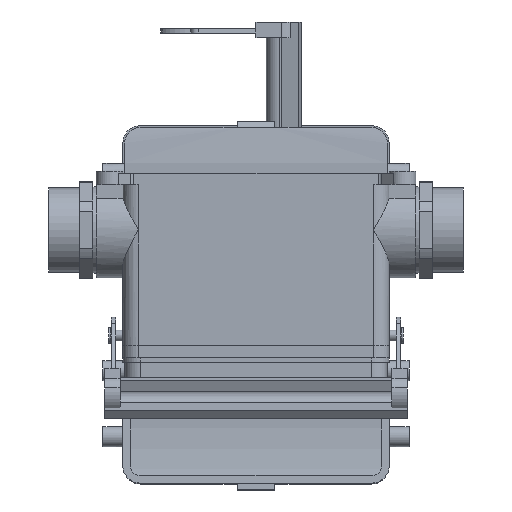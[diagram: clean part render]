
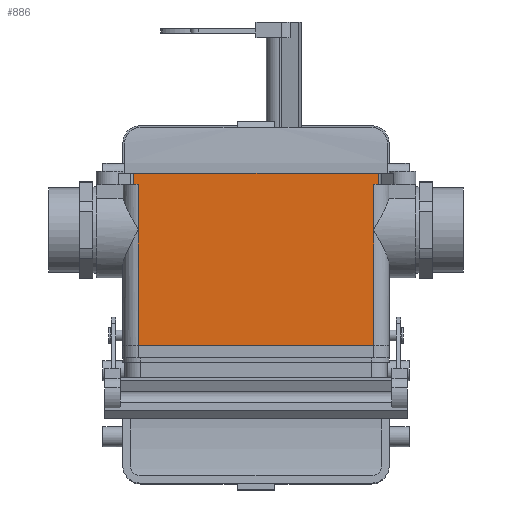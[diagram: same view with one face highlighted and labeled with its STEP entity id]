
A CAD part, top view. The second image highlights one B-rep face of the part: STEP entity #886.
In plain terms, the highlighted planar face has unit normal (0, 0, 1).
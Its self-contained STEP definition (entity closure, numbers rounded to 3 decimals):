
#886 = ADVANCED_FACE( '', ( #1839 ), #1840, .F. );
#1839 = FACE_OUTER_BOUND( '', #2810, .T. );
#1840 = PLANE( '', #2811 );
#2810 = EDGE_LOOP( '', ( #5359, #5360, #5361, #5362, #5363, #5364, #5365, #5366, #5367, #5368 ) );
#2811 = AXIS2_PLACEMENT_3D( '', #5369, #5370, #5371 );
#5359 = ORIENTED_EDGE( '', *, *, #5993, .F. );
#5360 = ORIENTED_EDGE( '', *, *, #5810, .F. );
#5361 = ORIENTED_EDGE( '', *, *, #5640, .F. );
#5362 = ORIENTED_EDGE( '', *, *, #6123, .T. );
#5363 = ORIENTED_EDGE( '', *, *, #5566, .T. );
#5364 = ORIENTED_EDGE( '', *, *, #6432, .T. );
#5365 = ORIENTED_EDGE( '', *, *, #5759, .F. );
#5366 = ORIENTED_EDGE( '', *, *, #5890, .T. );
#5367 = ORIENTED_EDGE( '', *, *, #5537, .T. );
#5368 = ORIENTED_EDGE( '', *, *, #6205, .F. );
#5369 = CARTESIAN_POINT( '', ( 56.015, -5., 21.5 ) );
#5370 = DIRECTION( '', ( 0., 0., -1. ) );
#5371 = DIRECTION( '', ( -1., 0., 0. ) );
#5537 = EDGE_CURVE( '', #6580, #6578, #6581, .T. );
#5566 = EDGE_CURVE( '', #6632, #6630, #6633, .T. );
#5640 = EDGE_CURVE( '', #6768, #6758, #6770, .T. );
#5759 = EDGE_CURVE( '', #6980, #6982, #6983, .T. );
#5810 = EDGE_CURVE( '', #6758, #7063, #7064, .T. );
#5890 = EDGE_CURVE( '', #6980, #6580, #7196, .T. );
#5993 = EDGE_CURVE( '', #7063, #7358, #7359, .T. );
#6123 = EDGE_CURVE( '', #6768, #6632, #7551, .T. );
#6205 = EDGE_CURVE( '', #7358, #6578, #7663, .T. );
#6432 = EDGE_CURVE( '', #6630, #6982, #7951, .F. );
#6578 = VERTEX_POINT( '', #8160 );
#6580 = VERTEX_POINT( '', #8162 );
#6581 = LINE( '', #8163, #8164 );
#6630 = VERTEX_POINT( '', #8270 );
#6632 = VERTEX_POINT( '', #8272 );
#6633 = LINE( '', #8273, #8274 );
#6758 = VERTEX_POINT( '', #8441 );
#6768 = VERTEX_POINT( '', #8454 );
#6770 = LINE( '', #8456, #8457 );
#6980 = VERTEX_POINT( '', #8799 );
#6982 = VERTEX_POINT( '', #8801 );
#6983 = LINE( '', #8802, #8803 );
#7063 = VERTEX_POINT( '', #8907 );
#7064 = LINE( '', #8908, #8909 );
#7196 = LINE( '', #9134, #9135 );
#7358 = VERTEX_POINT( '', #9362 );
#7359 = LINE( '', #9363, #9364 );
#7551 = LINE( '', #9705, #9706 );
#7663 = LINE( '', #9874, #9875 );
#7951 = LINE( '', #10361, #10362 );
#8160 = CARTESIAN_POINT( '', ( -53., -77.4, 21.5 ) );
#8162 = CARTESIAN_POINT( '', ( -53., -25.5, 21.5 ) );
#8163 = CARTESIAN_POINT( '', ( -53., 96.515, 21.5 ) );
#8164 = VECTOR( '', #10578, 1000. );
#8270 = CARTESIAN_POINT( '', ( -55.186, 0., 21.5 ) );
#8272 = CARTESIAN_POINT( '', ( 55.186, 0., 21.5 ) );
#8273 = CARTESIAN_POINT( '', ( 56.015, 0., 21.5 ) );
#8274 = VECTOR( '', #10621, 1000. );
#8441 = CARTESIAN_POINT( '', ( 53., -5., 21.5 ) );
#8454 = CARTESIAN_POINT( '', ( 55.186, -5., 21.5 ) );
#8456 = CARTESIAN_POINT( '', ( 56.015, -5., 21.5 ) );
#8457 = VECTOR( '', #10724, 1000. );
#8799 = CARTESIAN_POINT( '', ( -53., -5., 21.5 ) );
#8801 = CARTESIAN_POINT( '', ( -55.186, -5., 21.5 ) );
#8802 = CARTESIAN_POINT( '', ( 56.015, -5., 21.5 ) );
#8803 = VECTOR( '', #10866, 1000. );
#8907 = CARTESIAN_POINT( '', ( 53., -25.5, 21.5 ) );
#8908 = CARTESIAN_POINT( '', ( 53., 96.515, 21.5 ) );
#8909 = VECTOR( '', #10933, 1000. );
#9134 = CARTESIAN_POINT( '', ( -53., 96.515, 21.5 ) );
#9135 = VECTOR( '', #11039, 1000. );
#9362 = CARTESIAN_POINT( '', ( 53., -77.4, 21.5 ) );
#9363 = CARTESIAN_POINT( '', ( 53., 96.515, 21.5 ) );
#9364 = VECTOR( '', #11178, 1000. );
#9705 = CARTESIAN_POINT( '', ( 55.186, 0., 21.5 ) );
#9706 = VECTOR( '', #11319, 1000. );
#9874 = CARTESIAN_POINT( '', ( -53., -77.4, 21.5 ) );
#9875 = VECTOR( '', #11416, 1000. );
#10361 = CARTESIAN_POINT( '', ( -55.186, -5., 21.5 ) );
#10362 = VECTOR( '', #11660, 1000. );
#10578 = DIRECTION( '', ( 0., -1., 0. ) );
#10621 = DIRECTION( '', ( -1., 0., 0. ) );
#10724 = DIRECTION( '', ( -1., 0., 0. ) );
#10866 = DIRECTION( '', ( -1., 0., 0. ) );
#10933 = DIRECTION( '', ( 0., -1., 0. ) );
#11039 = DIRECTION( '', ( 0., -1., 0. ) );
#11178 = DIRECTION( '', ( 0., -1., 0. ) );
#11319 = DIRECTION( '', ( 0., 1., 0. ) );
#11416 = DIRECTION( '', ( -1., 0., 0. ) );
#11660 = DIRECTION( '', ( 0., 1., 0. ) );
